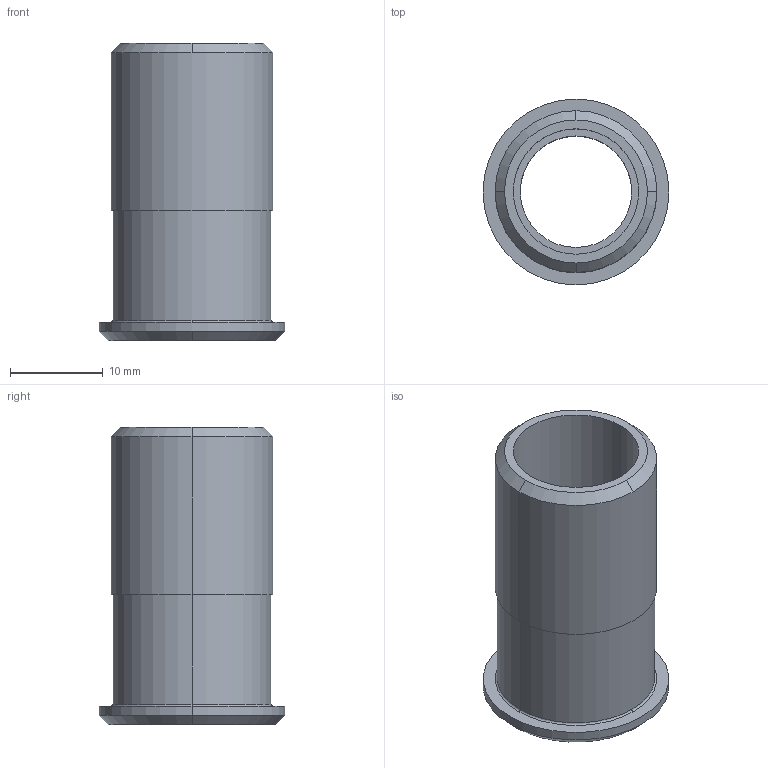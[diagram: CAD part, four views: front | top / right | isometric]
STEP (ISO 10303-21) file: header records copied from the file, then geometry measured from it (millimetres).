
FILE_DESCRIPTION(('STEP AP214'),'1');
FILE_NAME('cctmp_6C386151-5662-4426-BA4A-DDC2B3B8DB97_2020_1_9_16_26_52_736..stp','2020-01-09T15:26:52',('Bosch Rexroth AG'),('CADClick - www.CADClick.com'),'Spatial InterOp 3D',' ','unknown authorization - (Healing Option Enabled)');
FILE_SCHEMA(('AUTOMOTIVE_DESIGN'));
Length unit declared in the file: millimetre
Products named in the file (1): 2020_01_09__16-26-52-736
Bounding box: 20 x 20 x 32 mm (x, y, z)
Volume: 3596.4 mm3; surface area: 3361.2 mm2
Topology: 1 solids, 1 shells, 27 faces, 60 edges, 38 vertices
Faces by surface type: cylinder 10, cone 8, plane 5, torus 4
Entity records: 1012 total; most frequent: DIRECTION 158, CARTESIAN_POINT 126, ORIENTED_EDGE 120, AXIS2_PLACEMENT_3D 70, EDGE_CURVE 60, CIRCLE 42, VERTEX_POINT 38, EDGE_LOOP 32
